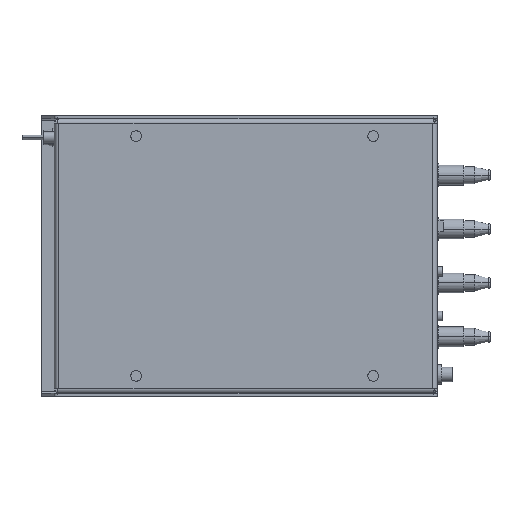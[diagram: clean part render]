
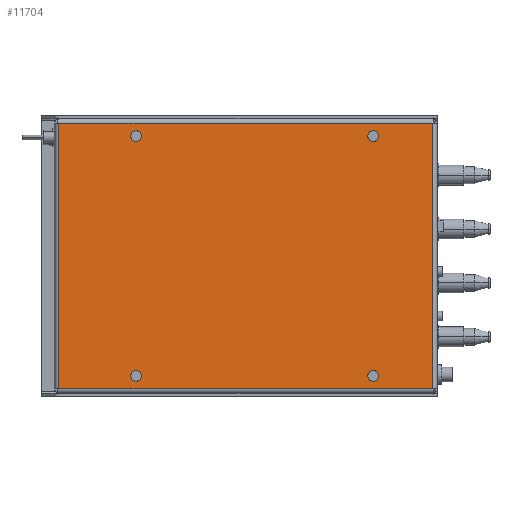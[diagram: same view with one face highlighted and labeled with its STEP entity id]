
A CAD part, front view. The second image highlights one B-rep face of the part: STEP entity #11704.
In plain terms, the highlighted planar face has unit normal (0, -1, 0).
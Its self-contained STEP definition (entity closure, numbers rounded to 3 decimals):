
#2829=DIRECTION('',(-1.,0.,0.));
#2830=VECTOR('',#2829,208.);
#2831=CARTESIAN_POINT('',(-2.5,-22.,-8.));
#2832=LINE('',#2831,#2830);
#3216=DIRECTION('',(0.,0.,-1.));
#3217=VECTOR('',#3216,148.);
#3218=CARTESIAN_POINT('',(-2.5,-22.,140.));
#3219=LINE('',#3218,#3217);
#3390=CARTESIAN_POINT('',(-167.5,-22.,132.75));
#3391=DIRECTION('',(0.,-1.,0.));
#3392=DIRECTION('',(0.,0.,-1.));
#3393=AXIS2_PLACEMENT_3D('',#3390,#3391,#3392);
#3395=CARTESIAN_POINT('',(-167.5,-22.,132.75));
#3396=DIRECTION('',(0.,-1.,0.));
#3397=DIRECTION('',(0.,0.,1.));
#3398=AXIS2_PLACEMENT_3D('',#3395,#3396,#3397);
#3400=CARTESIAN_POINT('',(-167.5,-22.,-0.75));
#3401=DIRECTION('',(0.,1.,0.));
#3402=DIRECTION('',(0.,0.,1.));
#3403=AXIS2_PLACEMENT_3D('',#3400,#3401,#3402);
#3405=CARTESIAN_POINT('',(-167.5,-22.,-0.75));
#3406=DIRECTION('',(0.,1.,0.));
#3407=DIRECTION('',(0.,0.,-1.));
#3408=AXIS2_PLACEMENT_3D('',#3405,#3406,#3407);
#3410=CARTESIAN_POINT('',(-35.5,-22.,-0.75));
#3411=DIRECTION('',(0.,-1.,0.));
#3412=DIRECTION('',(0.,0.,-1.));
#3413=AXIS2_PLACEMENT_3D('',#3410,#3411,#3412);
#3415=CARTESIAN_POINT('',(-35.5,-22.,-0.75));
#3416=DIRECTION('',(0.,-1.,0.));
#3417=DIRECTION('',(0.,0.,1.));
#3418=AXIS2_PLACEMENT_3D('',#3415,#3416,#3417);
#3420=CARTESIAN_POINT('',(-35.5,-22.,132.75));
#3421=DIRECTION('',(0.,1.,0.));
#3422=DIRECTION('',(0.,0.,1.));
#3423=AXIS2_PLACEMENT_3D('',#3420,#3421,#3422);
#3425=CARTESIAN_POINT('',(-35.5,-22.,132.75));
#3426=DIRECTION('',(0.,1.,0.));
#3427=DIRECTION('',(0.,0.,-1.));
#3428=AXIS2_PLACEMENT_3D('',#3425,#3426,#3427);
#3444=DIRECTION('',(0.,0.,1.));
#3445=VECTOR('',#3444,148.);
#3446=CARTESIAN_POINT('',(-210.5,-22.,-8.));
#3447=LINE('',#3446,#3445);
#4153=DIRECTION('',(1.,0.,0.));
#4154=VECTOR('',#4153,208.);
#4155=CARTESIAN_POINT('',(-210.5,-22.,140.));
#4156=LINE('',#4155,#4154);
#5956=CARTESIAN_POINT('',(-210.5,-22.,-8.));
#5958=VERTEX_POINT('',#5956);
#5963=CARTESIAN_POINT('',(-210.5,-22.,140.));
#5965=VERTEX_POINT('',#5963);
#6000=CARTESIAN_POINT('',(-2.5,-22.,140.));
#6001=VERTEX_POINT('',#6000);
#6006=CARTESIAN_POINT('',(-2.5,-22.,-8.));
#6007=VERTEX_POINT('',#6006);
#6270=CARTESIAN_POINT('',(-167.5,-22.,129.75));
#6271=CARTESIAN_POINT('',(-167.5,-22.,135.75));
#6272=VERTEX_POINT('',#6270);
#6273=VERTEX_POINT('',#6271);
#6278=CARTESIAN_POINT('',(-167.5,-22.,2.25));
#6279=CARTESIAN_POINT('',(-167.5,-22.,-3.75));
#6280=VERTEX_POINT('',#6278);
#6281=VERTEX_POINT('',#6279);
#6286=CARTESIAN_POINT('',(-35.5,-22.,-3.75));
#6287=CARTESIAN_POINT('',(-35.5,-22.,2.25));
#6288=VERTEX_POINT('',#6286);
#6289=VERTEX_POINT('',#6287);
#6294=CARTESIAN_POINT('',(-35.5,-22.,135.75));
#6295=CARTESIAN_POINT('',(-35.5,-22.,129.75));
#6296=VERTEX_POINT('',#6294);
#6297=VERTEX_POINT('',#6295);
#11667=CARTESIAN_POINT('',(-106.5,-22.,66.));
#11668=DIRECTION('',(0.,1.,0.));
#11669=DIRECTION('',(-1.,0.,0.));
#11670=AXIS2_PLACEMENT_3D('',#11667,#11668,#11669);
#11671=PLANE('',#11670);
#11672=ORIENTED_EDGE('',*,*,#11364,.T.);
#11673=ORIENTED_EDGE('',*,*,#10714,.T.);
#11675=ORIENTED_EDGE('',*,*,#11674,.T.);
#11677=ORIENTED_EDGE('',*,*,#11676,.T.);
#11678=EDGE_LOOP('',(#11672,#11673,#11675,#11677));
#11679=FACE_OUTER_BOUND('',#11678,.F.);
#11681=ORIENTED_EDGE('',*,*,#11680,.T.);
#11683=ORIENTED_EDGE('',*,*,#11682,.T.);
#11684=EDGE_LOOP('',(#11681,#11683));
#11685=FACE_BOUND('',#11684,.F.);
#11687=ORIENTED_EDGE('',*,*,#11686,.F.);
#11689=ORIENTED_EDGE('',*,*,#11688,.F.);
#11690=EDGE_LOOP('',(#11687,#11689));
#11691=FACE_BOUND('',#11690,.F.);
#11693=ORIENTED_EDGE('',*,*,#11692,.T.);
#11695=ORIENTED_EDGE('',*,*,#11694,.T.);
#11696=EDGE_LOOP('',(#11693,#11695));
#11697=FACE_BOUND('',#11696,.F.);
#11699=ORIENTED_EDGE('',*,*,#11698,.F.);
#11701=ORIENTED_EDGE('',*,*,#11700,.F.);
#11702=EDGE_LOOP('',(#11699,#11701));
#11703=FACE_BOUND('',#11702,.F.);
#11704=ADVANCED_FACE('',(#11679,#11685,#11691,#11697,#11703),#11671,.F.);
#3394=CIRCLE('',#3393,3.);
#3399=CIRCLE('',#3398,3.);
#3404=CIRCLE('',#3403,3.);
#3409=CIRCLE('',#3408,3.);
#3414=CIRCLE('',#3413,3.);
#3419=CIRCLE('',#3418,3.);
#3424=CIRCLE('',#3423,3.);
#3429=CIRCLE('',#3428,3.);
#10714=EDGE_CURVE('',#6007,#5958,#2832,.T.);
#11364=EDGE_CURVE('',#6001,#6007,#3219,.T.);
#11674=EDGE_CURVE('',#5958,#5965,#3447,.T.);
#11676=EDGE_CURVE('',#5965,#6001,#4156,.T.);
#11680=EDGE_CURVE('',#6272,#6273,#3394,.T.);
#11682=EDGE_CURVE('',#6273,#6272,#3399,.T.);
#11686=EDGE_CURVE('',#6280,#6281,#3404,.T.);
#11688=EDGE_CURVE('',#6281,#6280,#3409,.T.);
#11692=EDGE_CURVE('',#6288,#6289,#3414,.T.);
#11694=EDGE_CURVE('',#6289,#6288,#3419,.T.);
#11698=EDGE_CURVE('',#6296,#6297,#3424,.T.);
#11700=EDGE_CURVE('',#6297,#6296,#3429,.T.);
